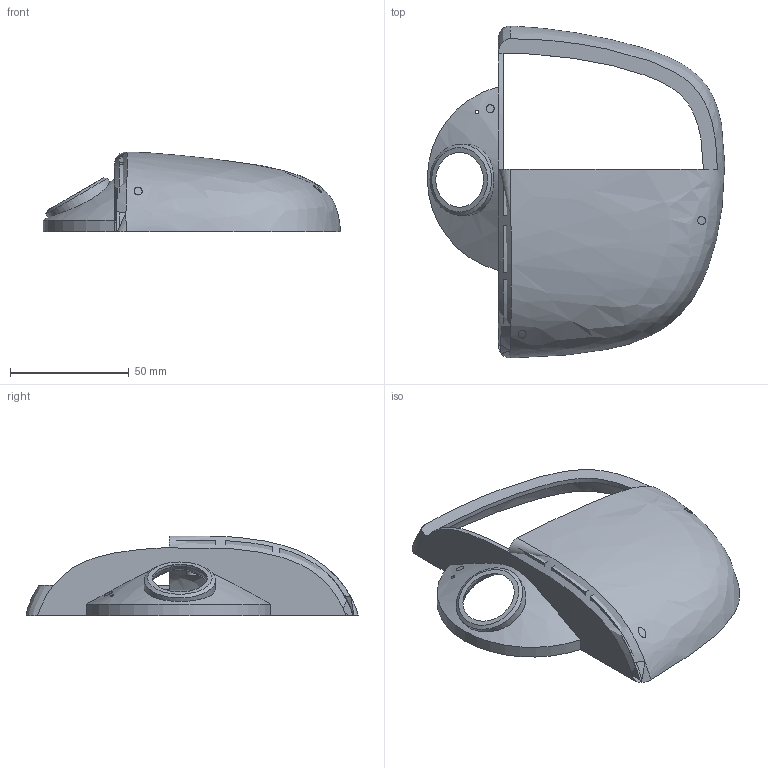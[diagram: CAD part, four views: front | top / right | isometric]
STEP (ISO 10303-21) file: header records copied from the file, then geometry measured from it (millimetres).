
FILE_DESCRIPTION(/* description */ (''),/* implementation_level */ '2;1');
FILE_NAME(/* name */ 'case.step',/* time_stamp */ '2025-05-18T10:05:15+09:00',/* author */ (''),/* organization */ (''),/* preprocessor_version */ 'ST-DEVELOPER v20.1',/* originating_system */ 'Autodesk Translation Framework v14.4.0.0',/* authorisation */ '');
FILE_SCHEMA (('AUTOMOTIVE_DESIGN { 1 0 10303 214 3 1 1 }'));
Length unit declared in the file: millimetre
Products named in the file (2): ケース上部; 接続用ねじ
Assembly tree (1 placements, depth 2):
  ケース上部
    接続用ねじ
Bounding box: 125.32 x 139.88 x 33.69 mm (x, y, z)
Volume: 35825.3 mm3; surface area: 37518.1 mm2
Topology: 5 solids, 5 shells, 112 faces, 292 edges, 202 vertices
Faces by surface type: plane 69, cylinder 25, bspline 13, cone 5
Full cylindrical faces by diameter (mm): 1.5 x1, 1.623 x8, 2.5 x2, 3.3 x3, 5 x5, 26 x1, 30 x1
Entity records: 7537 total; most frequent: CARTESIAN_POINT 4850, ORIENTED_EDGE 584, DIRECTION 446, EDGE_CURVE 292, VERTEX_POINT 202, LINE 152, VECTOR 152, EDGE_LOOP 148
